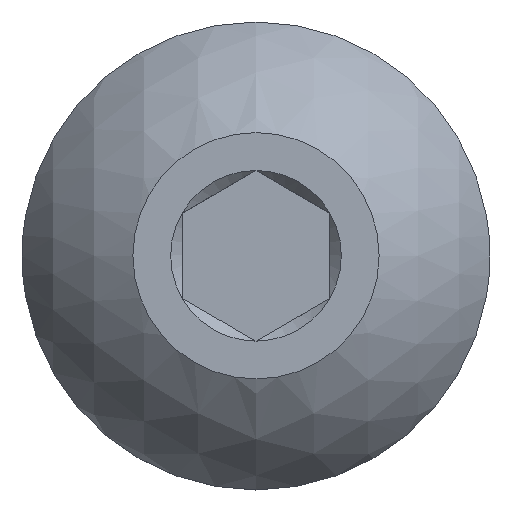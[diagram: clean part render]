
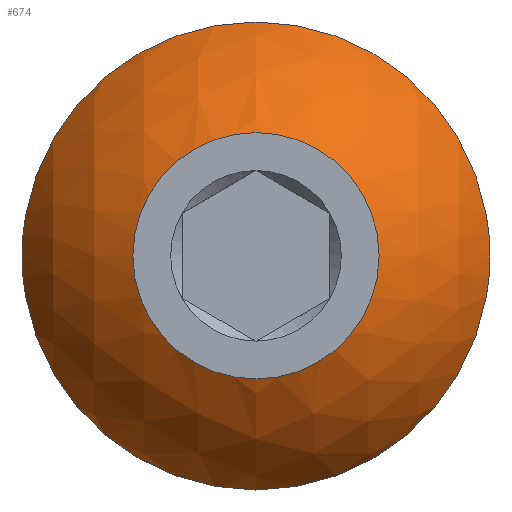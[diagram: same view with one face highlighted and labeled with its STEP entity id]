
A CAD part, top view. The second image highlights one B-rep face of the part: STEP entity #674.
In plain terms, the highlighted spherical face has radius 5.287 mm.
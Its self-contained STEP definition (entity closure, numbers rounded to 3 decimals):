
#27=FACE_BOUND('',#137,.T.);
#30=SPHERICAL_SURFACE('',#741,5.287);
#93=FACE_OUTER_BOUND('',#136,.T.);
#136=EDGE_LOOP('',(#526));
#137=EDGE_LOOP('',(#527));
#166=CIRCLE('',#739,4.75);
#168=CIRCLE('',#742,2.5);
#314=VERTEX_POINT('',#2115);
#316=VERTEX_POINT('',#2121);
#400=EDGE_CURVE('',#314,#314,#166,.T.);
#403=EDGE_CURVE('',#316,#316,#168,.T.);
#526=ORIENTED_EDGE('',*,*,#400,.T.);
#527=ORIENTED_EDGE('',*,*,#403,.F.);
#674=ADVANCED_FACE('',(#93,#27),#30,.T.);
#739=AXIS2_PLACEMENT_3D('',#2116,#850,#851);
#741=AXIS2_PLACEMENT_3D('',#2120,#855,#856);
#742=AXIS2_PLACEMENT_3D('',#2122,#857,#858);
#850=DIRECTION('center_axis',(0.,0.,1.));
#851=DIRECTION('ref_axis',(1.,0.,0.));
#855=DIRECTION('center_axis',(-1.,0.,0.));
#856=DIRECTION('ref_axis',(0.,1.,0.));
#857=DIRECTION('center_axis',(0.,0.,1.));
#858=DIRECTION('ref_axis',(1.,0.,0.));
#2115=CARTESIAN_POINT('',(-4.75,0.,3.038));
#2116=CARTESIAN_POINT('Origin',(0.,0.,3.038));
#2120=CARTESIAN_POINT('Origin',(0.,0.,0.717));
#2121=CARTESIAN_POINT('',(0.,2.5,5.375));
#2122=CARTESIAN_POINT('Origin',(0.,0.,5.375));
